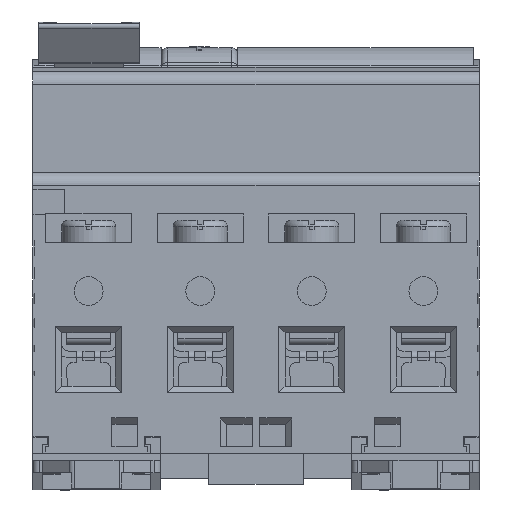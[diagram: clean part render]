
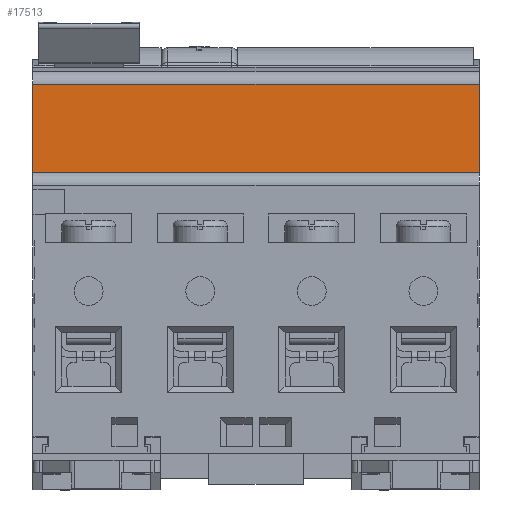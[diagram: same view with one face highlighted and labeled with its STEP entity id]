
A CAD part, front view. The second image highlights one B-rep face of the part: STEP entity #17513.
In plain terms, the highlighted planar face has unit normal (0, -1, 0).
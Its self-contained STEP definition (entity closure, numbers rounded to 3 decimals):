
#1110 = VECTOR ( 'NONE', #2943, 1000. ) ;
#1845 = VERTEX_POINT ( 'NONE', #6478 ) ;
#1986 = ORIENTED_EDGE ( 'NONE', *, *, #22003, .F. ) ;
#2452 = EDGE_CURVE ( 'NONE', #40239, #1845, #12813, .T. ) ;
#2943 = DIRECTION ( 'NONE',  ( -1., 0., 0. ) ) ;
#5548 = CARTESIAN_POINT ( 'NONE',  ( 61.25, -22.5, 49.8 ) ) ;
#6478 = CARTESIAN_POINT ( 'NONE',  ( -8.75, -22.5, 49.8 ) ) ;
#7798 = DIRECTION ( 'NONE',  ( 0., 1., 0. ) ) ;
#8122 = CARTESIAN_POINT ( 'NONE',  ( 8.75, -22.5, 49.8 ) ) ;
#8426 = EDGE_CURVE ( 'NONE', #22630, #40239, #25064, .T. ) ;
#11872 = FACE_OUTER_BOUND ( 'NONE', #43691, .T. ) ;
#12813 = LINE ( 'NONE', #23630, #28013 ) ;
#15471 = DIRECTION ( 'NONE',  ( 0., 0., 1. ) ) ;
#17513 = ADVANCED_FACE ( 'NONE', ( #11872 ), #40916, .F. ) ;
#18926 = LINE ( 'NONE', #8122, #46529 ) ;
#20867 = CARTESIAN_POINT ( 'NONE',  ( 61.25, -22.5, 63.644 ) ) ;
#20885 = AXIS2_PLACEMENT_3D ( 'NONE', #26067, #7798, #15471 ) ;
#22003 = EDGE_CURVE ( 'NONE', #45148, #1845, #18926, .T. ) ;
#22630 = VERTEX_POINT ( 'NONE', #20867 ) ;
#23364 = LINE ( 'NONE', #5548, #34716 ) ;
#23630 = CARTESIAN_POINT ( 'NONE',  ( -8.75, -22.5, 49.8 ) ) ;
#23806 = ORIENTED_EDGE ( 'NONE', *, *, #8426, .T. ) ;
#23966 = CARTESIAN_POINT ( 'NONE',  ( -8.75, -22.5, 63.644 ) ) ;
#24075 = DIRECTION ( 'NONE',  ( 0., 0., -1. ) ) ;
#24812 = ORIENTED_EDGE ( 'NONE', *, *, #37553, .F. ) ;
#25064 = LINE ( 'NONE', #39673, #1110 ) ;
#26067 = CARTESIAN_POINT ( 'NONE',  ( 8.75, -22.5, 49.8 ) ) ;
#28013 = VECTOR ( 'NONE', #34878, 1000. ) ;
#28835 = CARTESIAN_POINT ( 'NONE',  ( 61.25, -22.5, 49.8 ) ) ;
#34055 = ORIENTED_EDGE ( 'NONE', *, *, #2452, .T. ) ;
#34716 = VECTOR ( 'NONE', #24075, 1000. ) ;
#34878 = DIRECTION ( 'NONE',  ( 0., 0., -1. ) ) ;
#37553 = EDGE_CURVE ( 'NONE', #22630, #45148, #23364, .T. ) ;
#39673 = CARTESIAN_POINT ( 'NONE',  ( 8.75, -22.5, 63.644 ) ) ;
#40239 = VERTEX_POINT ( 'NONE', #23966 ) ;
#40916 = PLANE ( 'NONE',  #20885 ) ;
#43691 = EDGE_LOOP ( 'NONE', ( #1986, #24812, #23806, #34055 ) ) ;
#44805 = DIRECTION ( 'NONE',  ( -1., 0., 0. ) ) ;
#45148 = VERTEX_POINT ( 'NONE', #28835 ) ;
#46529 = VECTOR ( 'NONE', #44805, 1000. ) ;
